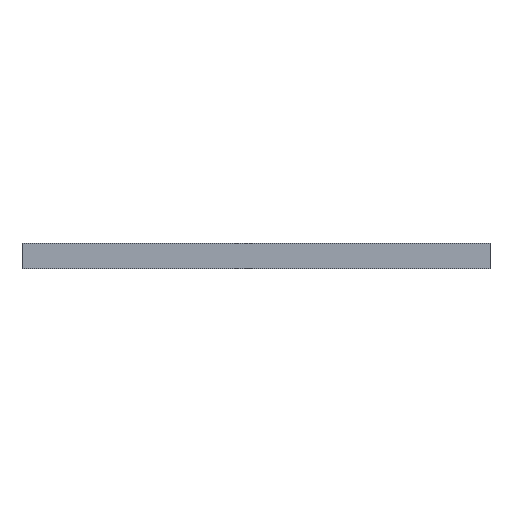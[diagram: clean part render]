
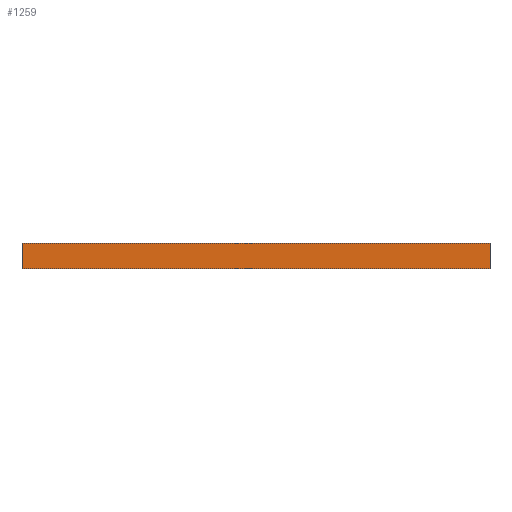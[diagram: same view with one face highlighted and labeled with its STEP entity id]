
A CAD part, front view. The second image highlights one B-rep face of the part: STEP entity #1259.
In plain terms, the highlighted planar face has unit normal (0, -1, 0).
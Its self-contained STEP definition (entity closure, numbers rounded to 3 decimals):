
#81 = EDGE_CURVE('',#82,#84,#86,.T.);
#82 = VERTEX_POINT('',#83);
#83 = CARTESIAN_POINT('',(0.,-0.,0.));
#84 = VERTEX_POINT('',#85);
#85 = CARTESIAN_POINT('',(0.,0.,1.6));
#86 = LINE('',#87,#88);
#87 = CARTESIAN_POINT('',(0.,-0.,0.));
#88 = VECTOR('',#89,1.);
#89 = DIRECTION('',(0.,0.,1.));
#114 = VERTEX_POINT('',#115);
#115 = CARTESIAN_POINT('',(29.,0.,1.6));
#121 = EDGE_CURVE('',#122,#114,#124,.T.);
#122 = VERTEX_POINT('',#123);
#123 = CARTESIAN_POINT('',(29.,-0.,0.));
#124 = LINE('',#125,#126);
#125 = CARTESIAN_POINT('',(29.,-0.,0.));
#126 = VECTOR('',#127,1.);
#127 = DIRECTION('',(0.,0.,1.));
#145 = EDGE_CURVE('',#122,#82,#146,.T.);
#146 = LINE('',#147,#148);
#147 = CARTESIAN_POINT('',(29.,-0.,0.));
#148 = VECTOR('',#149,1.);
#149 = DIRECTION('',(-1.,0.,0.));
#705 = EDGE_CURVE('',#114,#84,#706,.T.);
#706 = LINE('',#707,#708);
#707 = CARTESIAN_POINT('',(29.,0.,1.6));
#708 = VECTOR('',#709,1.);
#709 = DIRECTION('',(-1.,0.,0.));
#1259 = ADVANCED_FACE('',(#1260),#1266,.T.);
#1260 = FACE_BOUND('',#1261,.T.);
#1261 = EDGE_LOOP('',(#1262,#1263,#1264,#1265));
#1262 = ORIENTED_EDGE('',*,*,#121,.T.);
#1263 = ORIENTED_EDGE('',*,*,#705,.T.);
#1264 = ORIENTED_EDGE('',*,*,#81,.F.);
#1265 = ORIENTED_EDGE('',*,*,#145,.F.);
#1266 = PLANE('',#1267);
#1267 = AXIS2_PLACEMENT_3D('',#1268,#1269,#1270);
#1268 = CARTESIAN_POINT('',(29.,0.,0.));
#1269 = DIRECTION('',(0.,-1.,0.));
#1270 = DIRECTION('',(-1.,0.,0.));
